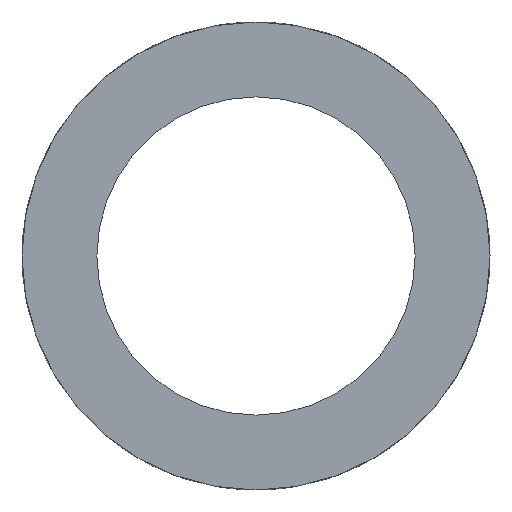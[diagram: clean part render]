
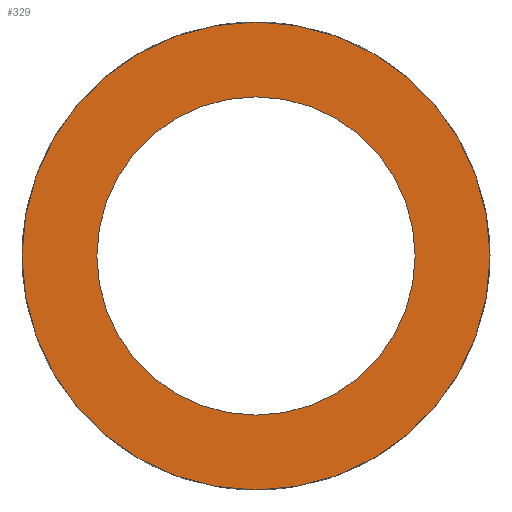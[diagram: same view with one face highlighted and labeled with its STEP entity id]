
A CAD part, front view. The second image highlights one B-rep face of the part: STEP entity #329.
In plain terms, the highlighted planar face has unit normal (0, -1, 0).
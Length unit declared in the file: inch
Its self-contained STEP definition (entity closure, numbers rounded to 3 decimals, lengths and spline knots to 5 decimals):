
#9 = VERTEX_POINT ( 'NONE', #221 ) ;
#12 = VERTEX_POINT ( 'NONE', #216 ) ;
#16 = EDGE_CURVE ( 'NONE', #12, #9, #214, .T. ) ;
#198 = VERTEX_POINT ( 'NONE', #482 ) ;
#210 = DIRECTION ( 'NONE',  ( 0., 0., 1. ) ) ;
#211 = DIRECTION ( 'NONE',  ( 0., 1., 0. ) ) ;
#212 = CARTESIAN_POINT ( 'NONE',  ( 0., 0., 0. ) ) ;
#213 = AXIS2_PLACEMENT_3D ( 'NONE', #212, #211, #210 ) ;
#214 = CIRCLE ( 'NONE', #213, 0.34 ) ;
#216 = CARTESIAN_POINT ( 'NONE',  ( 0., 0., -0.34 ) ) ;
#221 = CARTESIAN_POINT ( 'NONE',  ( 0., 0., 0.34 ) ) ;
#293 = EDGE_CURVE ( 'NONE', #198, #294, #385, .T. ) ;
#294 = VERTEX_POINT ( 'NONE', #380 ) ;
#324 = EDGE_CURVE ( 'NONE', #294, #198, #638, .T. ) ;
#329 = ADVANCED_FACE ( 'NONE', ( #632, #612 ), #611, .F. ) ;
#330 = EDGE_LOOP ( 'NONE', ( #331, #333 ) ) ;
#331 = ORIENTED_EDGE ( 'NONE', *, *, #332, .T. ) ;
#332 = EDGE_CURVE ( 'NONE', #9, #12, #606, .T. ) ;
#333 = ORIENTED_EDGE ( 'NONE', *, *, #16, .T. ) ;
#334 = EDGE_LOOP ( 'NONE', ( #335, #336 ) ) ;
#335 = ORIENTED_EDGE ( 'NONE', *, *, #324, .F. ) ;
#336 = ORIENTED_EDGE ( 'NONE', *, *, #293, .F. ) ;
#380 = CARTESIAN_POINT ( 'NONE',  ( 0., 0., -0.5 ) ) ;
#381 = DIRECTION ( 'NONE',  ( 0., 0., 1. ) ) ;
#382 = DIRECTION ( 'NONE',  ( 0., 1., 0. ) ) ;
#383 = CARTESIAN_POINT ( 'NONE',  ( 0., 0., 0. ) ) ;
#384 = AXIS2_PLACEMENT_3D ( 'NONE', #383, #382, #381 ) ;
#385 = CIRCLE ( 'NONE', #384, 0.5 ) ;
#482 = CARTESIAN_POINT ( 'NONE',  ( 0., 0., 0.5 ) ) ;
#602 = DIRECTION ( 'NONE',  ( 0., 0., 1. ) ) ;
#603 = DIRECTION ( 'NONE',  ( 0., 1., 0. ) ) ;
#604 = CARTESIAN_POINT ( 'NONE',  ( 0., 0., 0. ) ) ;
#605 = AXIS2_PLACEMENT_3D ( 'NONE', #604, #603, #602 ) ;
#606 = CIRCLE ( 'NONE', #605, 0.34 ) ;
#607 = DIRECTION ( 'NONE',  ( 0., 0., 1. ) ) ;
#608 = DIRECTION ( 'NONE',  ( 0., 1., 0. ) ) ;
#609 = CARTESIAN_POINT ( 'NONE',  ( 0., 0., 0. ) ) ;
#610 = AXIS2_PLACEMENT_3D ( 'NONE', #609, #608, #607 ) ;
#611 = PLANE ( 'NONE',  #610 ) ;
#612 = FACE_OUTER_BOUND ( 'NONE', #334, .T. ) ;
#632 = FACE_BOUND ( 'NONE', #330, .T. ) ;
#634 = DIRECTION ( 'NONE',  ( 0., 0., 1. ) ) ;
#635 = DIRECTION ( 'NONE',  ( 0., 1., 0. ) ) ;
#636 = CARTESIAN_POINT ( 'NONE',  ( 0., 0., 0. ) ) ;
#637 = AXIS2_PLACEMENT_3D ( 'NONE', #636, #635, #634 ) ;
#638 = CIRCLE ( 'NONE', #637, 0.5 ) ;
